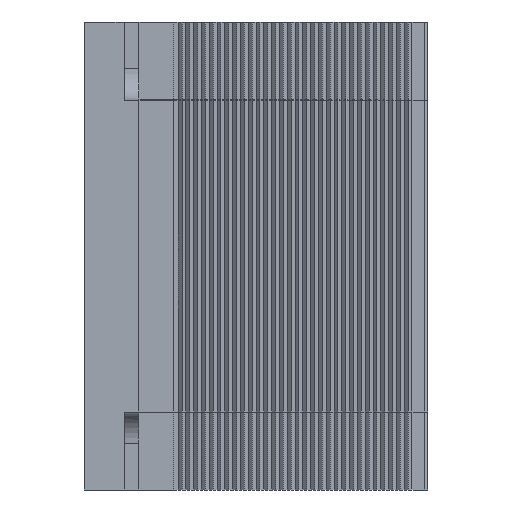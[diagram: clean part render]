
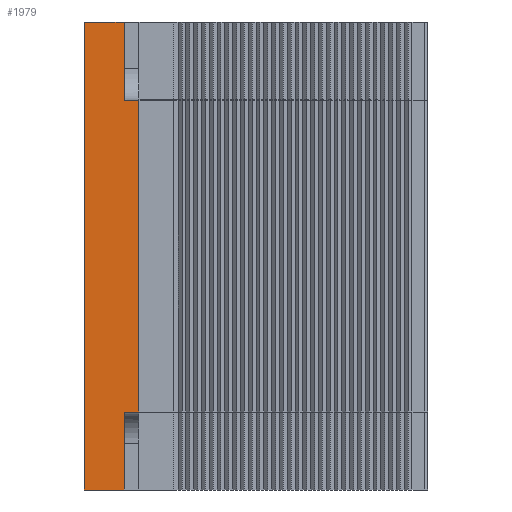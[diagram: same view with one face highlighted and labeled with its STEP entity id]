
A CAD part, left-side view. The second image highlights one B-rep face of the part: STEP entity #1979.
In plain terms, the highlighted planar face has unit normal (-1, 0, 0).
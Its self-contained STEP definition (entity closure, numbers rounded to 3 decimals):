
#1979=ADVANCED_FACE('',(#14547),#14549,.F.);
#14547=FACE_BOUND('',#14548,.T.);
#14548=EDGE_LOOP('',(#25289,#25290,#25291,#25292,#25293,#25294,#25295,#25296));
#14549=PLANE('',#14550);
#14550=AXIS2_PLACEMENT_3D('',#14551,#14552,#14553);
#14551=CARTESIAN_POINT('',(-107.,-50.,60.));
#14552=DIRECTION('',(1.,-0.,0.));
#14553=DIRECTION('',(0.,0.,-1.));
#25289=ORIENTED_EDGE('',*,*,#33720,.T.);
#25290=ORIENTED_EDGE('',*,*,#33721,.F.);
#25291=ORIENTED_EDGE('',*,*,#33722,.T.);
#25292=ORIENTED_EDGE('',*,*,#33723,.T.);
#25293=ORIENTED_EDGE('',*,*,#33724,.T.);
#25294=ORIENTED_EDGE('',*,*,#33725,.F.);
#25295=ORIENTED_EDGE('',*,*,#33717,.F.);
#25296=ORIENTED_EDGE('',*,*,#33726,.T.);
#33717=EDGE_CURVE('',#39718,#39720,#39721,.T.);
#33720=EDGE_CURVE('',#39724,#39725,#39726,.T.);
#33721=EDGE_CURVE('',#39727,#39725,#39728,.F.);
#33722=EDGE_CURVE('',#39727,#39729,#39730,.T.);
#33723=EDGE_CURVE('',#39729,#39731,#39732,.F.);
#33724=EDGE_CURVE('',#39731,#39733,#39734,.T.);
#33725=EDGE_CURVE('',#39720,#39733,#39735,.F.);
#33726=EDGE_CURVE('',#39718,#39724,#39736,.F.);
#39718=VERTEX_POINT('',#50856);
#39720=VERTEX_POINT('',#50860);
#39721=LINE('',#50861,#50862);
#39724=VERTEX_POINT('',#50870);
#39725=VERTEX_POINT('',#50871);
#39726=LINE('',#50872,#50873);
#39727=VERTEX_POINT('',#50875);
#39728=LINE('',#50876,#50877);
#39729=VERTEX_POINT('',#50879);
#39730=LINE('',#50880,#50881);
#39731=VERTEX_POINT('',#50883);
#39732=LINE('',#50884,#50885);
#39733=VERTEX_POINT('',#50887);
#39734=LINE('',#50888,#50889);
#39735=LINE('',#50891,#50892);
#39736=LINE('',#50894,#50895);
#50856=CARTESIAN_POINT('',(-107.,-5.1,0.));
#50860=CARTESIAN_POINT('',(-107.,0.,0.));
#50861=CARTESIAN_POINT('',(-107.,-5.1,0.));
#50862=VECTOR('',#50863,1.);
#50863=DIRECTION('',(0.,1.,0.));
#50870=CARTESIAN_POINT('',(-107.,-5.1,10.));
#50871=CARTESIAN_POINT('',(-107.,-7.,10.));
#50872=CARTESIAN_POINT('',(-107.,-5.1,10.));
#50873=VECTOR('',#50874,1.);
#50874=DIRECTION('',(0.,-1.,0.));
#50875=CARTESIAN_POINT('',(-107.,-7.,50.));
#50876=CARTESIAN_POINT('',(-107.,-7.,10.));
#50877=VECTOR('',#50878,1.);
#50878=DIRECTION('',(0.,0.,1.));
#50879=CARTESIAN_POINT('',(-107.,-5.1,50.));
#50880=CARTESIAN_POINT('',(-107.,-7.,50.));
#50881=VECTOR('',#50882,1.);
#50882=DIRECTION('',(0.,1.,0.));
#50883=CARTESIAN_POINT('',(-107.,-5.1,60.));
#50884=CARTESIAN_POINT('',(-107.,-5.1,60.));
#50885=VECTOR('',#50886,1.);
#50886=DIRECTION('',(0.,0.,-1.));
#50887=CARTESIAN_POINT('',(-107.,0.,60.));
#50888=CARTESIAN_POINT('',(-107.,-5.1,60.));
#50889=VECTOR('',#50890,1.);
#50890=DIRECTION('',(0.,1.,0.));
#50891=CARTESIAN_POINT('',(-107.,0.,60.));
#50892=VECTOR('',#50893,1.);
#50893=DIRECTION('',(0.,0.,-1.));
#50894=CARTESIAN_POINT('',(-107.,-5.1,10.));
#50895=VECTOR('',#50896,1.);
#50896=DIRECTION('',(0.,0.,-1.));
